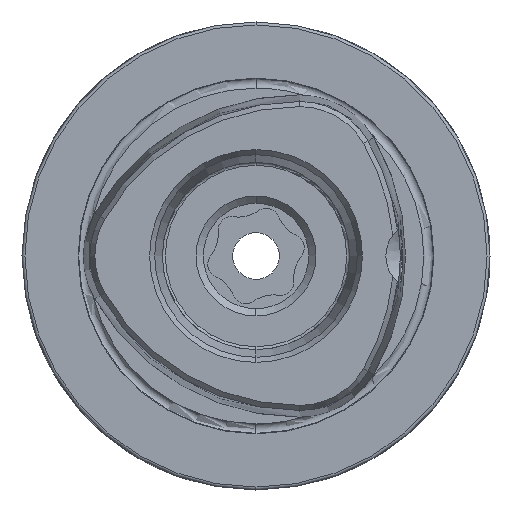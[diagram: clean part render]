
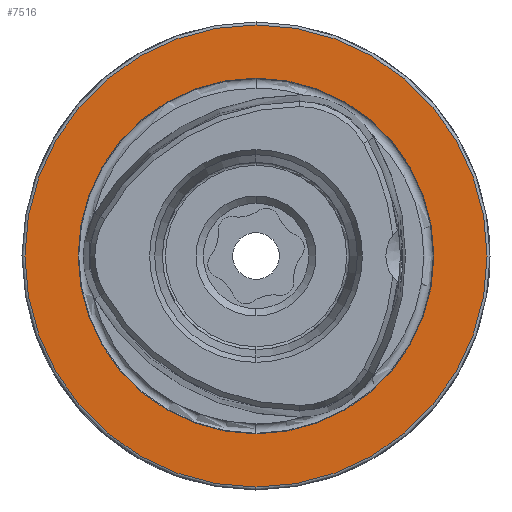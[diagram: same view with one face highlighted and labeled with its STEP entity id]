
A CAD part, left-side view. The second image highlights one B-rep face of the part: STEP entity #7516.
In plain terms, the highlighted planar face has unit normal (-1, 0, 0).
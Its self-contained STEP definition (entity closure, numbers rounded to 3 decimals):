
#265 = PLANE ( 'NONE',  #5771 ) ;
#378 = AXIS2_PLACEMENT_3D ( 'NONE', #6636, #2043, #4308 ) ;
#740 = CARTESIAN_POINT ( 'NONE',  ( 0., 0., -39.5 ) ) ;
#779 = AXIS2_PLACEMENT_3D ( 'NONE', #1408, #6697, #3754 ) ;
#940 = EDGE_CURVE ( 'NONE', #6454, #2454, #4580, .T. ) ;
#1078 = ORIENTED_EDGE ( 'NONE', *, *, #940, .T. ) ;
#1391 = DIRECTION ( 'NONE',  ( -1., 0., 0. ) ) ;
#1408 = CARTESIAN_POINT ( 'NONE',  ( 0., 0., 0. ) ) ;
#1743 = VERTEX_POINT ( 'NONE', #2570 ) ;
#1905 = CARTESIAN_POINT ( 'NONE',  ( 0., 30.4, 0. ) ) ;
#2015 = FACE_OUTER_BOUND ( 'NONE', #2146, .T. ) ;
#2043 = DIRECTION ( 'NONE',  ( -1., 0., 0. ) ) ;
#2080 = CARTESIAN_POINT ( 'NONE',  ( 0., 0., 0. ) ) ;
#2106 = CIRCLE ( 'NONE', #378, 39.5 ) ;
#2146 = EDGE_LOOP ( 'NONE', ( #1078, #3342 ) ) ;
#2454 = VERTEX_POINT ( 'NONE', #740 ) ;
#2570 = CARTESIAN_POINT ( 'NONE',  ( 0., 0., 30.4 ) ) ;
#2918 = EDGE_CURVE ( 'NONE', #6163, #1743, #6201, .T. ) ;
#2962 = AXIS2_PLACEMENT_3D ( 'NONE', #2080, #1391, #3738 ) ;
#3300 = CARTESIAN_POINT ( 'NONE',  ( 0., 0., 39.5 ) ) ;
#3342 = ORIENTED_EDGE ( 'NONE', *, *, #3390, .T. ) ;
#3390 = EDGE_CURVE ( 'NONE', #2454, #6454, #2106, .T. ) ;
#3738 = DIRECTION ( 'NONE',  ( 0., 0., 1. ) ) ;
#3754 = DIRECTION ( 'NONE',  ( 0., 0., 1. ) ) ;
#4308 = DIRECTION ( 'NONE',  ( 0., 0., 1. ) ) ;
#4580 = CIRCLE ( 'NONE', #2962, 39.5 ) ;
#4870 = FACE_BOUND ( 'NONE', #7571, .T. ) ;
#4901 = DIRECTION ( 'NONE',  ( 0., 0., 1. ) ) ;
#5088 = ORIENTED_EDGE ( 'NONE', *, *, #5891, .F. ) ;
#5440 = DIRECTION ( 'NONE',  ( 0., 0., -1. ) ) ;
#5470 = CIRCLE ( 'NONE', #779, 30.4 ) ;
#5771 = AXIS2_PLACEMENT_3D ( 'NONE', #1905, #6620, #5440 ) ;
#5891 = EDGE_CURVE ( 'NONE', #1743, #6163, #5470, .T. ) ;
#6154 = DIRECTION ( 'NONE',  ( -1., 0., 0. ) ) ;
#6163 = VERTEX_POINT ( 'NONE', #6508 ) ;
#6201 = CIRCLE ( 'NONE', #6951, 30.4 ) ;
#6454 = VERTEX_POINT ( 'NONE', #3300 ) ;
#6508 = CARTESIAN_POINT ( 'NONE',  ( 0., 0., -30.4 ) ) ;
#6620 = DIRECTION ( 'NONE',  ( 1., 0., 0. ) ) ;
#6636 = CARTESIAN_POINT ( 'NONE',  ( 0., 0., 0. ) ) ;
#6697 = DIRECTION ( 'NONE',  ( -1., 0., 0. ) ) ;
#6951 = AXIS2_PLACEMENT_3D ( 'NONE', #7403, #6154, #4901 ) ;
#7403 = CARTESIAN_POINT ( 'NONE',  ( 0., 0., 0. ) ) ;
#7516 = ADVANCED_FACE ( 'NONE', ( #4870, #2015 ), #265, .F. ) ;
#7523 = ORIENTED_EDGE ( 'NONE', *, *, #2918, .F. ) ;
#7571 = EDGE_LOOP ( 'NONE', ( #5088, #7523 ) ) ;
